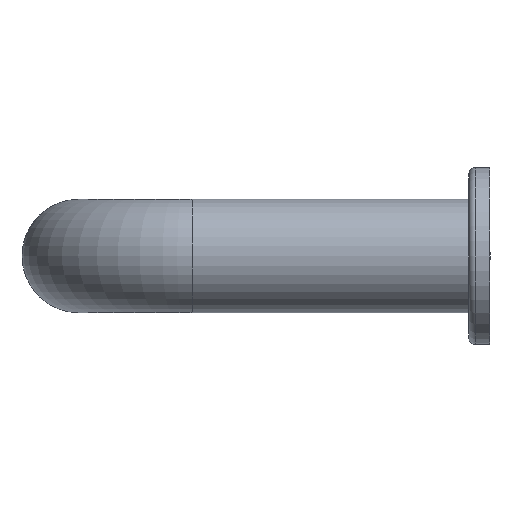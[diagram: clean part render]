
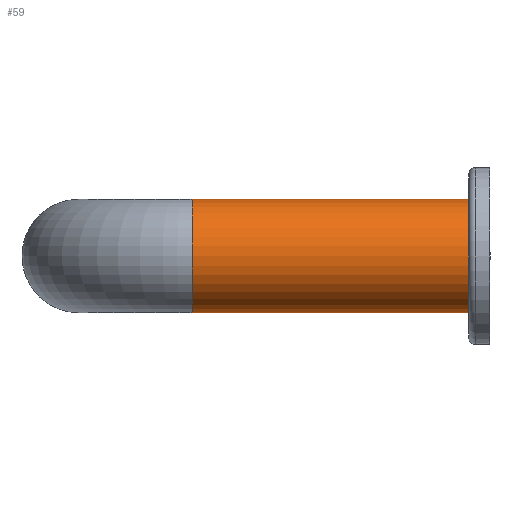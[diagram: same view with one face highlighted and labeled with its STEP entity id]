
A CAD part, left-side view. The second image highlights one B-rep face of the part: STEP entity #59.
In plain terms, the highlighted cylindrical face has radius 4 mm (diameter 8 mm), a full revolution.
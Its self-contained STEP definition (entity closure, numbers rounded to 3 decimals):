
#59 = ADVANCED_FACE( '', ( #136, #137 ), #138, .T. );
#136 = FACE_OUTER_BOUND( '', #243, .T. );
#137 = FACE_OUTER_BOUND( '', #244, .T. );
#138 = CYLINDRICAL_SURFACE( '', #245, 4. );
#243 = EDGE_LOOP( '', ( #354 ) );
#244 = EDGE_LOOP( '', ( #355 ) );
#245 = AXIS2_PLACEMENT_3D( '', #356, #357, #358 );
#354 = ORIENTED_EDGE( '', *, *, #489, .F. );
#355 = ORIENTED_EDGE( '', *, *, #490, .T. );
#356 = CARTESIAN_POINT( '', ( 4., 0., 0. ) );
#357 = DIRECTION( '', ( 0., 1., 0. ) );
#358 = DIRECTION( '', ( 0., 0., -1. ) );
#489 = EDGE_CURVE( '', #550, #550, #551, .T. );
#490 = EDGE_CURVE( '', #552, #552, #553, .T. );
#550 = VERTEX_POINT( '', #623 );
#551 = CIRCLE( '', #624, 4. );
#552 = VERTEX_POINT( '', #625 );
#553 = CIRCLE( '', #626, 4. );
#623 = CARTESIAN_POINT( '', ( 4., 1.5, -4. ) );
#624 = AXIS2_PLACEMENT_3D( '', #700, #701, #702 );
#625 = CARTESIAN_POINT( '', ( 4., 21., -4. ) );
#626 = AXIS2_PLACEMENT_3D( '', #703, #704, #705 );
#700 = CARTESIAN_POINT( '', ( 4., 1.5, 0. ) );
#701 = DIRECTION( '', ( 0., -1., 0. ) );
#702 = DIRECTION( '', ( 0., 0., -1. ) );
#703 = CARTESIAN_POINT( '', ( 4., 21., 0. ) );
#704 = DIRECTION( '', ( 0., -1., 0. ) );
#705 = DIRECTION( '', ( 0., 0., -1. ) );
